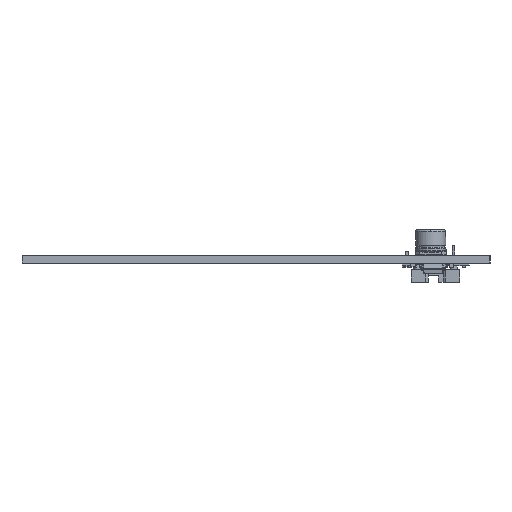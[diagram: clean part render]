
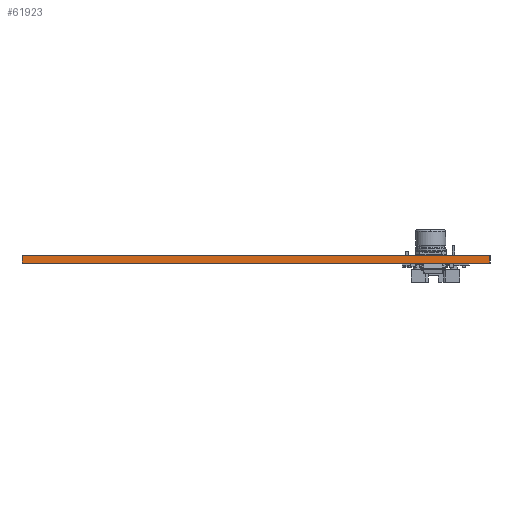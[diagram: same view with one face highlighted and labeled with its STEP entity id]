
A CAD part, left-side view. The second image highlights one B-rep face of the part: STEP entity #61923.
In plain terms, the highlighted planar face has unit normal (-1, 0, 0).
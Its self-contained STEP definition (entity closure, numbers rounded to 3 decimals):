
#50245 = PLANE('',#50246);
#50246 = AXIS2_PLACEMENT_3D('',#50247,#50248,#50249);
#50247 = CARTESIAN_POINT('',(-2.271,-1.508,1.6));
#50248 = DIRECTION('',(0.,0.,1.));
#50249 = DIRECTION('',(1.,0.,0.));
#50299 = PLANE('',#50300);
#50300 = AXIS2_PLACEMENT_3D('',#50301,#50302,#50303);
#50301 = CARTESIAN_POINT('',(-2.271,-1.508,0.));
#50302 = DIRECTION('',(0.,0.,1.));
#50303 = DIRECTION('',(1.,0.,0.));
#50492 = VERTEX_POINT('',#50493);
#50493 = CARTESIAN_POINT('',(-68.9,49.15,0.));
#50507 = PLANE('',#50508);
#50508 = AXIS2_PLACEMENT_3D('',#50509,#50510,#50511);
#50509 = CARTESIAN_POINT('',(-66.9,49.15,0.));
#50510 = DIRECTION('',(0.,-1.,0.));
#50511 = DIRECTION('',(-1.,0.,0.));
#50519 = EDGE_CURVE('',#50492,#50520,#50522,.T.);
#50520 = VERTEX_POINT('',#50521);
#50521 = CARTESIAN_POINT('',(-68.9,-49.15,0.));
#50522 = SURFACE_CURVE('',#50523,(#50527,#50534),.PCURVE_S1.);
#50523 = LINE('',#50524,#50525);
#50524 = CARTESIAN_POINT('',(-68.9,49.15,0.));
#50525 = VECTOR('',#50526,1.);
#50526 = DIRECTION('',(0.,-1.,0.));
#50527 = PCURVE('',#50299,#50528);
#50528 = DEFINITIONAL_REPRESENTATION('',(#50529),#50533);
#50529 = LINE('',#50530,#50531);
#50530 = CARTESIAN_POINT('',(-66.629,50.658));
#50531 = VECTOR('',#50532,1.);
#50532 = DIRECTION('',(0.,-1.));
#50533 = ( GEOMETRIC_REPRESENTATION_CONTEXT(2) 
PARAMETRIC_REPRESENTATION_CONTEXT() REPRESENTATION_CONTEXT('2D SPACE',''
  ) );
#50534 = PCURVE('',#50535,#50540);
#50535 = PLANE('',#50536);
#50536 = AXIS2_PLACEMENT_3D('',#50537,#50538,#50539);
#50537 = CARTESIAN_POINT('',(-68.9,49.15,0.));
#50538 = DIRECTION('',(1.,0.,0.));
#50539 = DIRECTION('',(0.,-1.,0.));
#50540 = DEFINITIONAL_REPRESENTATION('',(#50541),#50545);
#50541 = LINE('',#50542,#50543);
#50542 = CARTESIAN_POINT('',(0.,0.));
#50543 = VECTOR('',#50544,1.);
#50544 = DIRECTION('',(1.,0.));
#50545 = ( GEOMETRIC_REPRESENTATION_CONTEXT(2) 
PARAMETRIC_REPRESENTATION_CONTEXT() REPRESENTATION_CONTEXT('2D SPACE',''
  ) );
#50563 = PLANE('',#50564);
#50564 = AXIS2_PLACEMENT_3D('',#50565,#50566,#50567);
#50565 = CARTESIAN_POINT('',(-68.9,-49.15,0.));
#50566 = DIRECTION('',(0.,1.,0.));
#50567 = DIRECTION('',(1.,0.,0.));
#56660 = VERTEX_POINT('',#56661);
#56661 = CARTESIAN_POINT('',(-68.9,49.15,1.6));
#56682 = EDGE_CURVE('',#56660,#56683,#56685,.T.);
#56683 = VERTEX_POINT('',#56684);
#56684 = CARTESIAN_POINT('',(-68.9,-49.15,1.6));
#56685 = SURFACE_CURVE('',#56686,(#56690,#56697),.PCURVE_S1.);
#56686 = LINE('',#56687,#56688);
#56687 = CARTESIAN_POINT('',(-68.9,49.15,1.6));
#56688 = VECTOR('',#56689,1.);
#56689 = DIRECTION('',(0.,-1.,0.));
#56690 = PCURVE('',#50245,#56691);
#56691 = DEFINITIONAL_REPRESENTATION('',(#56692),#56696);
#56692 = LINE('',#56693,#56694);
#56693 = CARTESIAN_POINT('',(-66.629,50.658));
#56694 = VECTOR('',#56695,1.);
#56695 = DIRECTION('',(0.,-1.));
#56696 = ( GEOMETRIC_REPRESENTATION_CONTEXT(2) 
PARAMETRIC_REPRESENTATION_CONTEXT() REPRESENTATION_CONTEXT('2D SPACE',''
  ) );
#56697 = PCURVE('',#50535,#56698);
#56698 = DEFINITIONAL_REPRESENTATION('',(#56699),#56703);
#56699 = LINE('',#56700,#56701);
#56700 = CARTESIAN_POINT('',(0.,-1.6));
#56701 = VECTOR('',#56702,1.);
#56702 = DIRECTION('',(1.,0.));
#56703 = ( GEOMETRIC_REPRESENTATION_CONTEXT(2) 
PARAMETRIC_REPRESENTATION_CONTEXT() REPRESENTATION_CONTEXT('2D SPACE',''
  ) );
#61875 = EDGE_CURVE('',#50492,#56660,#61876,.T.);
#61876 = SURFACE_CURVE('',#61877,(#61881,#61888),.PCURVE_S1.);
#61877 = LINE('',#61878,#61879);
#61878 = CARTESIAN_POINT('',(-68.9,49.15,0.));
#61879 = VECTOR('',#61880,1.);
#61880 = DIRECTION('',(0.,0.,1.));
#61881 = PCURVE('',#50507,#61882);
#61882 = DEFINITIONAL_REPRESENTATION('',(#61883),#61887);
#61883 = LINE('',#61884,#61885);
#61884 = CARTESIAN_POINT('',(2.,0.));
#61885 = VECTOR('',#61886,1.);
#61886 = DIRECTION('',(0.,-1.));
#61887 = ( GEOMETRIC_REPRESENTATION_CONTEXT(2) 
PARAMETRIC_REPRESENTATION_CONTEXT() REPRESENTATION_CONTEXT('2D SPACE',''
  ) );
#61888 = PCURVE('',#50535,#61889);
#61889 = DEFINITIONAL_REPRESENTATION('',(#61890),#61894);
#61890 = LINE('',#61891,#61892);
#61891 = CARTESIAN_POINT('',(0.,0.));
#61892 = VECTOR('',#61893,1.);
#61893 = DIRECTION('',(0.,-1.));
#61894 = ( GEOMETRIC_REPRESENTATION_CONTEXT(2) 
PARAMETRIC_REPRESENTATION_CONTEXT() REPRESENTATION_CONTEXT('2D SPACE',''
  ) );
#61923 = ADVANCED_FACE('',(#61924),#50535,.F.);
#61924 = FACE_BOUND('',#61925,.F.);
#61925 = EDGE_LOOP('',(#61926,#61927,#61928,#61949));
#61926 = ORIENTED_EDGE('',*,*,#61875,.T.);
#61927 = ORIENTED_EDGE('',*,*,#56682,.T.);
#61928 = ORIENTED_EDGE('',*,*,#61929,.F.);
#61929 = EDGE_CURVE('',#50520,#56683,#61930,.T.);
#61930 = SURFACE_CURVE('',#61931,(#61935,#61942),.PCURVE_S1.);
#61931 = LINE('',#61932,#61933);
#61932 = CARTESIAN_POINT('',(-68.9,-49.15,0.));
#61933 = VECTOR('',#61934,1.);
#61934 = DIRECTION('',(0.,0.,1.));
#61935 = PCURVE('',#50535,#61936);
#61936 = DEFINITIONAL_REPRESENTATION('',(#61937),#61941);
#61937 = LINE('',#61938,#61939);
#61938 = CARTESIAN_POINT('',(98.3,0.));
#61939 = VECTOR('',#61940,1.);
#61940 = DIRECTION('',(0.,-1.));
#61941 = ( GEOMETRIC_REPRESENTATION_CONTEXT(2) 
PARAMETRIC_REPRESENTATION_CONTEXT() REPRESENTATION_CONTEXT('2D SPACE',''
  ) );
#61942 = PCURVE('',#50563,#61943);
#61943 = DEFINITIONAL_REPRESENTATION('',(#61944),#61948);
#61944 = LINE('',#61945,#61946);
#61945 = CARTESIAN_POINT('',(0.,0.));
#61946 = VECTOR('',#61947,1.);
#61947 = DIRECTION('',(0.,-1.));
#61948 = ( GEOMETRIC_REPRESENTATION_CONTEXT(2) 
PARAMETRIC_REPRESENTATION_CONTEXT() REPRESENTATION_CONTEXT('2D SPACE',''
  ) );
#61949 = ORIENTED_EDGE('',*,*,#50519,.F.);
